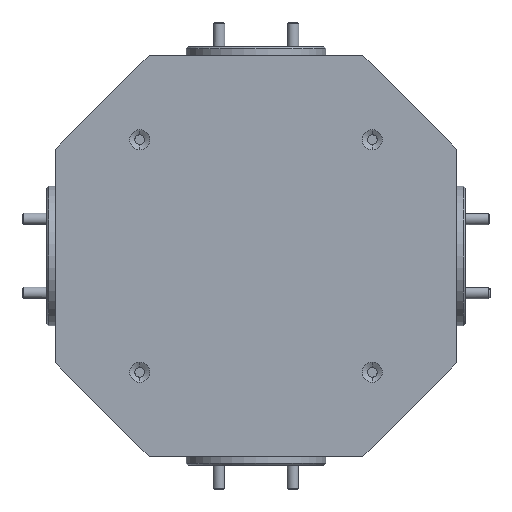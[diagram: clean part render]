
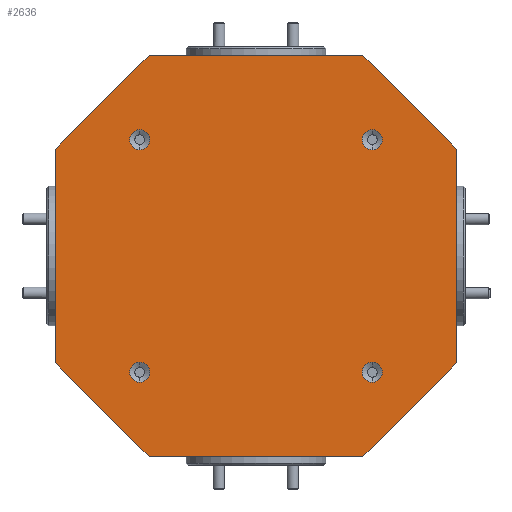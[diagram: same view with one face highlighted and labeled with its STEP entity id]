
A CAD part, front view. The second image highlights one B-rep face of the part: STEP entity #2636.
In plain terms, the highlighted planar face has unit normal (0, -1, 0).
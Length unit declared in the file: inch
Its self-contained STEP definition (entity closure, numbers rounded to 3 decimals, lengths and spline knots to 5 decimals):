
#28 = DIRECTION ( 'NONE',  ( 1., 0., 0. ) ) ;
#42 = ORIENTED_EDGE ( 'NONE', *, *, #2385, .T. ) ;
#48 = VECTOR ( 'NONE', #7273, 39.37008 ) ;
#66 = VECTOR ( 'NONE', #9260, 39.37008 ) ;
#133 = LINE ( 'NONE', #5526, #5430 ) ;
#185 = DIRECTION ( 'NONE',  ( 0., 0., -1. ) ) ;
#244 = VECTOR ( 'NONE', #4478, 39.37008 ) ;
#320 = VERTEX_POINT ( 'NONE', #5502 ) ;
#409 = AXIS2_PLACEMENT_3D ( 'NONE', #6304, #2424, #7176 ) ;
#596 = CARTESIAN_POINT ( 'NONE',  ( 1.075, 0., 1.075 ) ) ;
#678 = EDGE_CURVE ( 'NONE', #849, #3554, #133, .T. ) ;
#764 = DIRECTION ( 'NONE',  ( 0.707, 0., -0.707 ) ) ;
#778 = FACE_BOUND ( 'NONE', #4892, .T. ) ;
#781 = ORIENTED_EDGE ( 'NONE', *, *, #678, .F. ) ;
#849 = VERTEX_POINT ( 'NONE', #8018 ) ;
#956 = CARTESIAN_POINT ( 'NONE',  ( 0.575, 0., 1.075 ) ) ;
#1146 = CARTESIAN_POINT ( 'NONE',  ( 0.625, 0., -0.625 ) ) ;
#1210 = CARTESIAN_POINT ( 'NONE',  ( -0.625, 0., -0.625 ) ) ;
#1247 = CARTESIAN_POINT ( 'NONE',  ( -0.625, 0., -0.57175 ) ) ;
#1334 = ORIENTED_EDGE ( 'NONE', *, *, #8933, .F. ) ;
#1491 = EDGE_CURVE ( 'NONE', #4404, #320, #9354, .T. ) ;
#1530 = CIRCLE ( 'NONE', #4165, 0.05325 ) ;
#1579 = CARTESIAN_POINT ( 'NONE',  ( 0.625, 0., -0.625 ) ) ;
#1589 = ORIENTED_EDGE ( 'NONE', *, *, #1491, .F. ) ;
#1702 = AXIS2_PLACEMENT_3D ( 'NONE', #3987, #9401, #185 ) ;
#1746 = ORIENTED_EDGE ( 'NONE', *, *, #1925, .T. ) ;
#1771 = VERTEX_POINT ( 'NONE', #6008 ) ;
#1796 = CIRCLE ( 'NONE', #6208, 0.05325 ) ;
#1800 = ORIENTED_EDGE ( 'NONE', *, *, #2240, .F. ) ;
#1859 = EDGE_CURVE ( 'NONE', #9574, #9295, #6149, .T. ) ;
#1925 = EDGE_CURVE ( 'NONE', #6933, #3554, #6103, .T. ) ;
#1947 = ORIENTED_EDGE ( 'NONE', *, *, #5446, .T. ) ;
#1991 = CARTESIAN_POINT ( 'NONE',  ( -0.625, 0., 0.57175 ) ) ;
#2023 = CARTESIAN_POINT ( 'NONE',  ( -0.825, 0., 0.825 ) ) ;
#2111 = CIRCLE ( 'NONE', #7034, 0.05325 ) ;
#2198 = VECTOR ( 'NONE', #7103, 39.37008 ) ;
#2207 = CARTESIAN_POINT ( 'NONE',  ( -1.075, 0., -1.075 ) ) ;
#2240 = EDGE_CURVE ( 'NONE', #6933, #1771, #5379, .T. ) ;
#2253 = CARTESIAN_POINT ( 'NONE',  ( 0.625, 0., 0.625 ) ) ;
#2310 = EDGE_CURVE ( 'NONE', #4012, #3116, #1530, .T. ) ;
#2333 = FACE_BOUND ( 'NONE', #9594, .T. ) ;
#2337 = ORIENTED_EDGE ( 'NONE', *, *, #4646, .F. ) ;
#2376 = EDGE_CURVE ( 'NONE', #9092, #2726, #8887, .T. ) ;
#2385 = EDGE_CURVE ( 'NONE', #9630, #1771, #5109, .T. ) ;
#2424 = DIRECTION ( 'NONE',  ( 0., -1., 0. ) ) ;
#2636 = ADVANCED_FACE ( 'NONE', ( #778, #6979, #2333, #7035, #3910 ), #8662, .T. ) ;
#2703 = DIRECTION ( 'NONE',  ( 0., -1., 0. ) ) ;
#2726 = VERTEX_POINT ( 'NONE', #5606 ) ;
#2739 = CIRCLE ( 'NONE', #8925, 0.05325 ) ;
#2922 = CARTESIAN_POINT ( 'NONE',  ( -0.575, 0., -1.075 ) ) ;
#3002 = CARTESIAN_POINT ( 'NONE',  ( -0.625, 0., -0.625 ) ) ;
#3116 = VERTEX_POINT ( 'NONE', #9324 ) ;
#3331 = DIRECTION ( 'NONE',  ( 0., 0., -1. ) ) ;
#3554 = VERTEX_POINT ( 'NONE', #956 ) ;
#3674 = CARTESIAN_POINT ( 'NONE',  ( 0.625, 0., -0.67825 ) ) ;
#3798 = CARTESIAN_POINT ( 'NONE',  ( -0.825, 0., -0.825 ) ) ;
#3812 = EDGE_CURVE ( 'NONE', #9574, #9217, #4547, .T. ) ;
#3825 = DIRECTION ( 'NONE',  ( 0., 0., 1. ) ) ;
#3910 = FACE_OUTER_BOUND ( 'NONE', #5970, .T. ) ;
#3987 = CARTESIAN_POINT ( 'NONE',  ( -0.625, 0., 0.625 ) ) ;
#4012 = VERTEX_POINT ( 'NONE', #8264 ) ;
#4027 = VERTEX_POINT ( 'NONE', #3674 ) ;
#4165 = AXIS2_PLACEMENT_3D ( 'NONE', #2253, #9156, #8535 ) ;
#4276 = DIRECTION ( 'NONE',  ( 0., 0., -1. ) ) ;
#4385 = ORIENTED_EDGE ( 'NONE', *, *, #6569, .F. ) ;
#4404 = VERTEX_POINT ( 'NONE', #1247 ) ;
#4429 = CARTESIAN_POINT ( 'NONE',  ( 0.625, 0., -0.57175 ) ) ;
#4436 = VERTEX_POINT ( 'NONE', #4429 ) ;
#4478 = DIRECTION ( 'NONE',  ( -0.707, 0., -0.707 ) ) ;
#4547 = LINE ( 'NONE', #4602, #8143 ) ;
#4591 = CARTESIAN_POINT ( 'NONE',  ( 0., 0., 0. ) ) ;
#4602 = CARTESIAN_POINT ( 'NONE',  ( -1.075, 0., 1.075 ) ) ;
#4646 = EDGE_CURVE ( 'NONE', #3116, #4012, #7609, .T. ) ;
#4654 = ORIENTED_EDGE ( 'NONE', *, *, #9512, .F. ) ;
#4708 = CIRCLE ( 'NONE', #5681, 0.05325 ) ;
#4742 = DIRECTION ( 'NONE',  ( 0., -1., 0. ) ) ;
#4774 = ORIENTED_EDGE ( 'NONE', *, *, #2376, .F. ) ;
#4860 = EDGE_CURVE ( 'NONE', #9630, #9295, #9363, .T. ) ;
#4892 = EDGE_LOOP ( 'NONE', ( #4654, #1334 ) ) ;
#5109 = LINE ( 'NONE', #8208, #2198 ) ;
#5297 = ORIENTED_EDGE ( 'NONE', *, *, #4860, .F. ) ;
#5379 = LINE ( 'NONE', #596, #7260 ) ;
#5415 = CARTESIAN_POINT ( 'NONE',  ( 1.075, 0., 0.575 ) ) ;
#5430 = VECTOR ( 'NONE', #28, 39.37008 ) ;
#5446 = EDGE_CURVE ( 'NONE', #849, #9217, #9800, .T. ) ;
#5502 = CARTESIAN_POINT ( 'NONE',  ( -0.625, 0., -0.67825 ) ) ;
#5526 = CARTESIAN_POINT ( 'NONE',  ( -1.075, 0., 1.075 ) ) ;
#5606 = CARTESIAN_POINT ( 'NONE',  ( -0.625, 0., 0.67825 ) ) ;
#5681 = AXIS2_PLACEMENT_3D ( 'NONE', #1210, #7308, #8216 ) ;
#5918 = CARTESIAN_POINT ( 'NONE',  ( -1.075, 0., -0.575 ) ) ;
#5970 = EDGE_LOOP ( 'NONE', ( #1800, #1746, #781, #1947, #9607, #8128, #5297, #42 ) ) ;
#6008 = CARTESIAN_POINT ( 'NONE',  ( 1.075, 0., -0.575 ) ) ;
#6103 = LINE ( 'NONE', #8032, #48 ) ;
#6149 = LINE ( 'NONE', #3798, #9202 ) ;
#6208 = AXIS2_PLACEMENT_3D ( 'NONE', #1579, #6452, #7013 ) ;
#6304 = CARTESIAN_POINT ( 'NONE',  ( 0.625, 0., 0.625 ) ) ;
#6364 = DIRECTION ( 'NONE',  ( 0., -1., 0. ) ) ;
#6452 = DIRECTION ( 'NONE',  ( 0., -1., 0. ) ) ;
#6569 = EDGE_CURVE ( 'NONE', #2726, #9092, #2739, .T. ) ;
#6598 = AXIS2_PLACEMENT_3D ( 'NONE', #4591, #6364, #8460 ) ;
#6708 = EDGE_CURVE ( 'NONE', #320, #4404, #4708, .T. ) ;
#6755 = CARTESIAN_POINT ( 'NONE',  ( -1.075, 0., 0.575 ) ) ;
#6933 = VERTEX_POINT ( 'NONE', #5415 ) ;
#6974 = CARTESIAN_POINT ( 'NONE',  ( 0.575, 0., -1.075 ) ) ;
#6979 = FACE_BOUND ( 'NONE', #8000, .T. ) ;
#7013 = DIRECTION ( 'NONE',  ( 0., 0., -1. ) ) ;
#7034 = AXIS2_PLACEMENT_3D ( 'NONE', #1146, #2703, #4276 ) ;
#7035 = FACE_BOUND ( 'NONE', #7446, .T. ) ;
#7103 = DIRECTION ( 'NONE',  ( 0.707, 0., 0.707 ) ) ;
#7176 = DIRECTION ( 'NONE',  ( 0., 0., -1. ) ) ;
#7260 = VECTOR ( 'NONE', #8487, 39.37008 ) ;
#7273 = DIRECTION ( 'NONE',  ( -0.707, 0., 0.707 ) ) ;
#7308 = DIRECTION ( 'NONE',  ( 0., -1., 0. ) ) ;
#7446 = EDGE_LOOP ( 'NONE', ( #2337, #8573 ) ) ;
#7609 = CIRCLE ( 'NONE', #409, 0.05325 ) ;
#7839 = DIRECTION ( 'NONE',  ( 0., 0., -1. ) ) ;
#7923 = ORIENTED_EDGE ( 'NONE', *, *, #6708, .F. ) ;
#8000 = EDGE_LOOP ( 'NONE', ( #7923, #1589 ) ) ;
#8018 = CARTESIAN_POINT ( 'NONE',  ( -0.575, 0., 1.075 ) ) ;
#8032 = CARTESIAN_POINT ( 'NONE',  ( 0.825, 0., 0.825 ) ) ;
#8128 = ORIENTED_EDGE ( 'NONE', *, *, #1859, .T. ) ;
#8143 = VECTOR ( 'NONE', #3825, 39.37008 ) ;
#8208 = CARTESIAN_POINT ( 'NONE',  ( 0.825, 0., -0.825 ) ) ;
#8216 = DIRECTION ( 'NONE',  ( 0., 0., -1. ) ) ;
#8264 = CARTESIAN_POINT ( 'NONE',  ( 0.625, 0., 0.67825 ) ) ;
#8460 = DIRECTION ( 'NONE',  ( 0., 0., -1. ) ) ;
#8487 = DIRECTION ( 'NONE',  ( 0., 0., -1. ) ) ;
#8535 = DIRECTION ( 'NONE',  ( 0., 0., -1. ) ) ;
#8573 = ORIENTED_EDGE ( 'NONE', *, *, #2310, .F. ) ;
#8631 = CARTESIAN_POINT ( 'NONE',  ( -0.625, 0., 0.625 ) ) ;
#8662 = PLANE ( 'NONE',  #6598 ) ;
#8679 = DIRECTION ( 'NONE',  ( 0., -1., 0. ) ) ;
#8868 = AXIS2_PLACEMENT_3D ( 'NONE', #3002, #4742, #7839 ) ;
#8887 = CIRCLE ( 'NONE', #1702, 0.05325 ) ;
#8925 = AXIS2_PLACEMENT_3D ( 'NONE', #8631, #8679, #3331 ) ;
#8933 = EDGE_CURVE ( 'NONE', #4436, #4027, #1796, .T. ) ;
#9092 = VERTEX_POINT ( 'NONE', #1991 ) ;
#9156 = DIRECTION ( 'NONE',  ( 0., -1., 0. ) ) ;
#9202 = VECTOR ( 'NONE', #764, 39.37008 ) ;
#9217 = VERTEX_POINT ( 'NONE', #6755 ) ;
#9260 = DIRECTION ( 'NONE',  ( -1., 0., 0. ) ) ;
#9295 = VERTEX_POINT ( 'NONE', #2922 ) ;
#9324 = CARTESIAN_POINT ( 'NONE',  ( 0.625, 0., 0.57175 ) ) ;
#9354 = CIRCLE ( 'NONE', #8868, 0.05325 ) ;
#9363 = LINE ( 'NONE', #2207, #66 ) ;
#9401 = DIRECTION ( 'NONE',  ( 0., -1., 0. ) ) ;
#9512 = EDGE_CURVE ( 'NONE', #4027, #4436, #2111, .T. ) ;
#9574 = VERTEX_POINT ( 'NONE', #5918 ) ;
#9594 = EDGE_LOOP ( 'NONE', ( #4774, #4385 ) ) ;
#9607 = ORIENTED_EDGE ( 'NONE', *, *, #3812, .F. ) ;
#9630 = VERTEX_POINT ( 'NONE', #6974 ) ;
#9800 = LINE ( 'NONE', #2023, #244 ) ;
